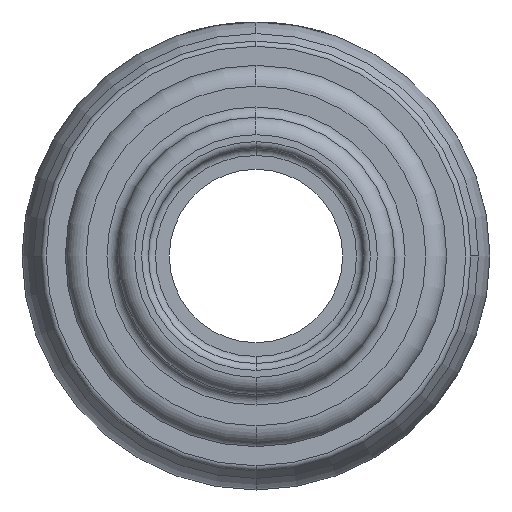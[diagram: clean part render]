
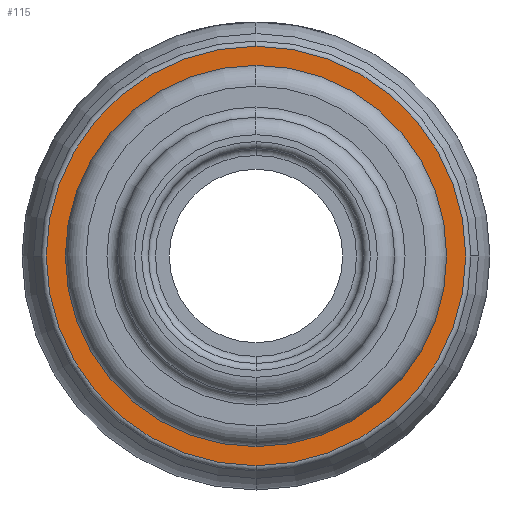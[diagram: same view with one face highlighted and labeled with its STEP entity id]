
A CAD part, front view. The second image highlights one B-rep face of the part: STEP entity #115.
In plain terms, the highlighted planar face has unit normal (0, -1, 0).
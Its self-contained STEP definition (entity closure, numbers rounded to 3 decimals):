
#115=ADVANCED_FACE('',(#274,#275),#276,.T.);
#274=FACE_OUTER_BOUND('',#447,.T.);
#275=FACE_BOUND('',#448,.T.);
#276=PLANE('',#449);
#447=EDGE_LOOP('',(#1051,#1052,#1053));
#448=EDGE_LOOP('',(#1054,#1055,#1056));
#449=AXIS2_PLACEMENT_3D('',#1057,#1058,#1059);
#1051=ORIENTED_EDGE('',*,*,#1360,.F.);
#1052=ORIENTED_EDGE('',*,*,#1361,.F.);
#1053=ORIENTED_EDGE('',*,*,#1216,.F.);
#1054=ORIENTED_EDGE('',*,*,#1223,.T.);
#1055=ORIENTED_EDGE('',*,*,#1359,.T.);
#1056=ORIENTED_EDGE('',*,*,#1224,.T.);
#1057=CARTESIAN_POINT('',(-5.175,17.4,0.0));
#1058=DIRECTION('',(0.,-1.0,-0.0));
#1059=DIRECTION('',(1.0,0.,0.0));
#1216=EDGE_CURVE('',#1487,#1489,#1490,.T.);
#1223=EDGE_CURVE('',#1503,#1501,#1504,.T.);
#1224=EDGE_CURVE('',#1495,#1503,#1505,.T.);
#1359=EDGE_CURVE('',#1501,#1495,#1723,.T.);
#1360=EDGE_CURVE('',#1724,#1487,#1725,.T.);
#1361=EDGE_CURVE('',#1489,#1724,#1726,.T.);
#1487=VERTEX_POINT('',#1869);
#1489=VERTEX_POINT('',#1871);
#1490=CIRCLE('',#1872,6.05);
#1495=VERTEX_POINT('',#1877);
#1501=VERTEX_POINT('',#1883);
#1503=VERTEX_POINT('',#1885);
#1504=CIRCLE('',#1886,4.3);
#1505=CIRCLE('',#1887,4.3);
#1723=CIRCLE('',#2151,4.3);
#1724=VERTEX_POINT('',#2152);
#1725=CIRCLE('',#2153,6.05);
#1726=CIRCLE('',#2154,6.05);
#1869=CARTESIAN_POINT('',(0.,17.4,6.05));
#1871=CARTESIAN_POINT('',(0.,17.4,-6.05));
#1872=AXIS2_PLACEMENT_3D('',#2322,#2323,#2324);
#1877=CARTESIAN_POINT('',(0.,17.4,-4.3));
#1883=CARTESIAN_POINT('',(0.,17.4,4.3));
#1885=CARTESIAN_POINT('',(-4.3,17.4,0.0));
#1886=AXIS2_PLACEMENT_3D('',#2343,#2344,#2345);
#1887=AXIS2_PLACEMENT_3D('',#2346,#2347,#2348);
#2151=AXIS2_PLACEMENT_3D('',#2659,#2660,#2661);
#2152=CARTESIAN_POINT('',(-6.05,17.4,0.0));
#2153=AXIS2_PLACEMENT_3D('',#2662,#2663,#2664);
#2154=AXIS2_PLACEMENT_3D('',#2665,#2666,#2667);
#2322=CARTESIAN_POINT('',(0.0,17.4,0.0));
#2323=DIRECTION('',(0.0,1.0,0.0));
#2324=DIRECTION('',(-1.0,0.0,0.0));
#2343=CARTESIAN_POINT('',(0.0,17.4,0.0));
#2344=DIRECTION('',(0.0,1.0,0.0));
#2345=DIRECTION('',(-1.0,0.0,0.0));
#2346=CARTESIAN_POINT('',(0.0,17.4,0.0));
#2347=DIRECTION('',(0.0,1.0,0.0));
#2348=DIRECTION('',(-1.0,0.0,0.0));
#2659=CARTESIAN_POINT('',(0.0,17.4,0.0));
#2660=DIRECTION('',(0.0,1.0,0.0));
#2661=DIRECTION('',(-1.0,0.0,0.0));
#2662=CARTESIAN_POINT('',(0.0,17.4,0.0));
#2663=DIRECTION('',(0.0,1.0,0.0));
#2664=DIRECTION('',(-1.0,0.0,0.0));
#2665=CARTESIAN_POINT('',(0.0,17.4,0.0));
#2666=DIRECTION('',(0.0,1.0,0.0));
#2667=DIRECTION('',(-1.0,0.0,0.0));
